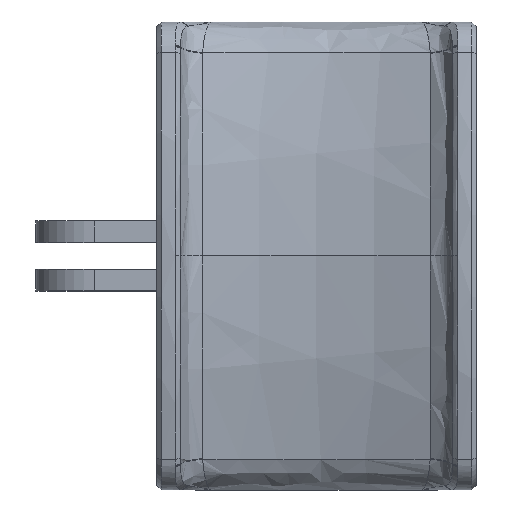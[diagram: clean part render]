
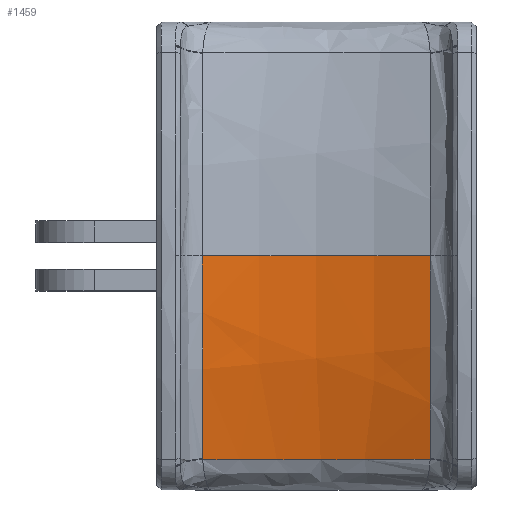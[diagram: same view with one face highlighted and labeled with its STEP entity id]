
A CAD part, top view. The second image highlights one B-rep face of the part: STEP entity #1459.
In plain terms, the highlighted free-form (B-spline) face has degree [2, 2] with [3, 3] control points.
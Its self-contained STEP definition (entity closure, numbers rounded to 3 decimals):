
#15=(
BOUNDED_SURFACE()
B_SPLINE_SURFACE(2,2,((#3157,#3158,#3159),(#3160,#3161,#3162),(#3163,#3164,
#3165)),.UNSPECIFIED.,.F.,.F.,.F.)
B_SPLINE_SURFACE_WITH_KNOTS((3,3),(3,3),(-0.679,0.),(0.,0.265),
 .UNSPECIFIED.)
GEOMETRIC_REPRESENTATION_ITEM()
RATIONAL_B_SPLINE_SURFACE(((1.,0.991,1.),(0.943,
0.935,0.943),(1.,0.991,1.)))
REPRESENTATION_ITEM('')
SURFACE()
);
#102=B_SPLINE_CURVE_WITH_KNOTS('',3,(#3009,#3010,#3011,#3012),
 .UNSPECIFIED.,.F.,.F.,(4,4),(-0.427,-0.416),
 .UNSPECIFIED.);
#103=B_SPLINE_CURVE_WITH_KNOTS('',3,(#3035,#3036,#3037,#3038),
 .UNSPECIFIED.,.F.,.F.,(4,4),(0.,2.711),.UNSPECIFIED.);
#107=B_SPLINE_CURVE_WITH_KNOTS('',3,(#3147,#3148,#3149,#3150,#3151),
 .UNSPECIFIED.,.F.,.F.,(4,1,4),(0.335,2.181,3.565),
 .UNSPECIFIED.);
#109=B_SPLINE_CURVE_WITH_KNOTS('',3,(#3169,#3170,#3171,#3172),
 .UNSPECIFIED.,.F.,.F.,(4,4),(-2.711,0.),.UNSPECIFIED.);
#110=B_SPLINE_CURVE_WITH_KNOTS('',3,(#3173,#3174,#3175,#3176),
 .UNSPECIFIED.,.F.,.F.,(4,4),(-0.011,0.),
 .UNSPECIFIED.);
#257=FACE_OUTER_BOUND('',#350,.T.);
#350=EDGE_LOOP('',(#1307,#1308,#1309,#1310,#1311,#1312));
#397=CIRCLE('',#1561,52.542);
#698=VERTEX_POINT('',#2979);
#699=VERTEX_POINT('',#3007);
#700=VERTEX_POINT('',#3033);
#703=VERTEX_POINT('',#3146);
#704=VERTEX_POINT('',#3166);
#705=VERTEX_POINT('',#3168);
#904=EDGE_CURVE('',#699,#698,#102,.T.);
#906=EDGE_CURVE('',#700,#699,#103,.T.);
#912=EDGE_CURVE('',#698,#703,#107,.T.);
#914=EDGE_CURVE('',#700,#704,#397,.T.);
#915=EDGE_CURVE('',#705,#704,#109,.T.);
#916=EDGE_CURVE('',#703,#705,#110,.T.);
#1307=ORIENTED_EDGE('',*,*,#904,.F.);
#1308=ORIENTED_EDGE('',*,*,#906,.F.);
#1309=ORIENTED_EDGE('',*,*,#914,.T.);
#1310=ORIENTED_EDGE('',*,*,#915,.F.);
#1311=ORIENTED_EDGE('',*,*,#916,.F.);
#1312=ORIENTED_EDGE('',*,*,#912,.F.);
#1459=ADVANCED_FACE('',(#257),#15,.F.);
#1561=AXIS2_PLACEMENT_3D('',#3167,#1813,#1814);
#1813=DIRECTION('center_axis',(0.,1.,0.));
#1814=DIRECTION('ref_axis',(0.333,0.,-0.943));
#2979=CARTESIAN_POINT('',(32.083,-26.097,11.051));
#3007=CARTESIAN_POINT('',(32.083,-25.995,11.075));
#3009=CARTESIAN_POINT('Ctrl Pts',(32.083,-25.995,11.075));
#3010=CARTESIAN_POINT('Ctrl Pts',(32.083,-26.029,11.067));
#3011=CARTESIAN_POINT('Ctrl Pts',(32.083,-26.063,11.059));
#3012=CARTESIAN_POINT('Ctrl Pts',(32.083,-26.097,11.051));
#3033=CARTESIAN_POINT('',(32.112,0.,14.073));
#3035=CARTESIAN_POINT('Ctrl Pts',(32.112,0.,
14.073));
#3036=CARTESIAN_POINT('Ctrl Pts',(32.112,-8.742,14.073));
#3037=CARTESIAN_POINT('Ctrl Pts',(32.103,-17.483,13.064));
#3038=CARTESIAN_POINT('Ctrl Pts',(32.083,-25.995,11.075));
#3146=CARTESIAN_POINT('',(2.917,-26.097,11.051));
#3147=CARTESIAN_POINT('Ctrl Pts',(32.083,-26.097,11.051));
#3148=CARTESIAN_POINT('Ctrl Pts',(26.677,-26.131,9.481));
#3149=CARTESIAN_POINT('Ctrl Pts',(16.768,-26.157,8.274));
#3150=CARTESIAN_POINT('Ctrl Pts',(6.972,-26.122,9.873));
#3151=CARTESIAN_POINT('Ctrl Pts',(2.917,-26.097,11.051));
#3157=CARTESIAN_POINT('Ctrl Pts',(0.,0.,
15.));
#3158=CARTESIAN_POINT('Ctrl Pts',(0.,-15.267,
15.));
#3159=CARTESIAN_POINT('Ctrl Pts',(0.,-30.,11.));
#3160=CARTESIAN_POINT('Ctrl Pts',(17.5,0.,8.818));
#3161=CARTESIAN_POINT('Ctrl Pts',(17.5,-15.267,8.818));
#3162=CARTESIAN_POINT('Ctrl Pts',(17.5,-30.,4.818));
#3163=CARTESIAN_POINT('Ctrl Pts',(35.,0.,15.));
#3164=CARTESIAN_POINT('Ctrl Pts',(35.,-15.267,15.));
#3165=CARTESIAN_POINT('Ctrl Pts',(35.,-30.,11.));
#3166=CARTESIAN_POINT('',(2.888,0.,14.073));
#3167=CARTESIAN_POINT('Origin',(17.5,0.,64.542));
#3168=CARTESIAN_POINT('',(2.917,-25.995,11.075));
#3169=CARTESIAN_POINT('Ctrl Pts',(2.917,-25.995,11.075));
#3170=CARTESIAN_POINT('Ctrl Pts',(2.897,-17.483,13.064));
#3171=CARTESIAN_POINT('Ctrl Pts',(2.888,-8.742,14.073));
#3172=CARTESIAN_POINT('Ctrl Pts',(2.888,0.,
14.073));
#3173=CARTESIAN_POINT('Ctrl Pts',(2.917,-26.097,11.051));
#3174=CARTESIAN_POINT('Ctrl Pts',(2.917,-26.063,11.059));
#3175=CARTESIAN_POINT('Ctrl Pts',(2.917,-26.029,11.067));
#3176=CARTESIAN_POINT('Ctrl Pts',(2.917,-25.995,11.075));
